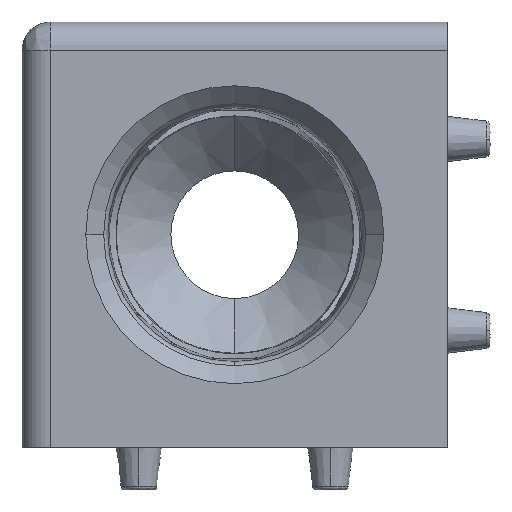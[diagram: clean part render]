
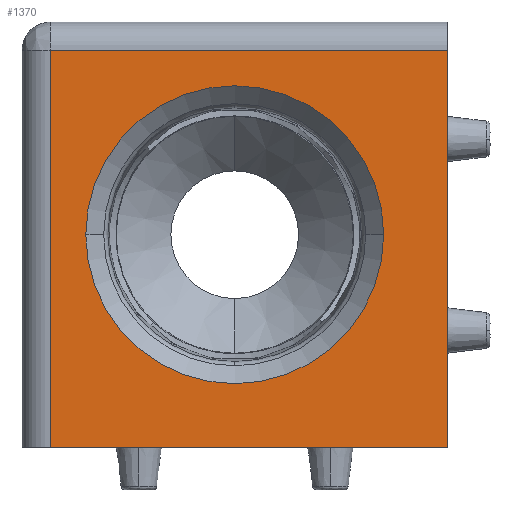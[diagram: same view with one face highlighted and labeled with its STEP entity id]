
A CAD part, front view. The second image highlights one B-rep face of the part: STEP entity #1370.
In plain terms, the highlighted planar face has unit normal (0, -1, 0).
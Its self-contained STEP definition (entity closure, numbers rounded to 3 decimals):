
#21 = VECTOR ( 'NONE', #3300, 1000. ) ;
#44 = CARTESIAN_POINT ( 'NONE',  ( 15., -15., 15. ) ) ;
#83 = FACE_OUTER_BOUND ( 'NONE', #2599, .T. ) ;
#133 = PLANE ( 'NONE',  #1674 ) ;
#291 = VERTEX_POINT ( 'NONE', #3737 ) ;
#575 = EDGE_CURVE ( 'NONE', #3019, #2844, #1390, .T. ) ;
#628 = CARTESIAN_POINT ( 'NONE',  ( -13., -15., 13. ) ) ;
#860 = VERTEX_POINT ( 'NONE', #1603 ) ;
#1001 = ORIENTED_EDGE ( 'NONE', *, *, #3626, .F. ) ;
#1016 = ORIENTED_EDGE ( 'NONE', *, *, #3168, .T. ) ;
#1034 = CARTESIAN_POINT ( 'NONE',  ( 15., -15., 13. ) ) ;
#1263 = EDGE_CURVE ( 'NONE', #4101, #3019, #3427, .T. ) ;
#1291 = EDGE_CURVE ( 'NONE', #291, #860, #3272, .T. ) ;
#1370 = ADVANCED_FACE ( 'NONE', ( #83, #3391 ), #133, .F. ) ;
#1390 = LINE ( 'NONE', #2857, #3925 ) ;
#1445 = DIRECTION ( 'NONE',  ( 0., -1., 0. ) ) ;
#1575 = ORIENTED_EDGE ( 'NONE', *, *, #4078, .T. ) ;
#1588 = VERTEX_POINT ( 'NONE', #2423 ) ;
#1603 = CARTESIAN_POINT ( 'NONE',  ( 10.5, -15., 0. ) ) ;
#1646 = ORIENTED_EDGE ( 'NONE', *, *, #1263, .F. ) ;
#1674 = AXIS2_PLACEMENT_3D ( 'NONE', #3646, #3636, #3274 ) ;
#1947 = AXIS2_PLACEMENT_3D ( 'NONE', #2558, #3030, #3026 ) ;
#2079 = DIRECTION ( 'NONE',  ( 1., 0., 0. ) ) ;
#2139 = CARTESIAN_POINT ( 'NONE',  ( 0., -15., 0. ) ) ;
#2177 = AXIS2_PLACEMENT_3D ( 'NONE', #2139, #1445, #2870 ) ;
#2261 = ORIENTED_EDGE ( 'NONE', *, *, #575, .F. ) ;
#2397 = CARTESIAN_POINT ( 'NONE',  ( -13., -15., -15. ) ) ;
#2423 = CARTESIAN_POINT ( 'NONE',  ( 15., -15., -15. ) ) ;
#2558 = CARTESIAN_POINT ( 'NONE',  ( 0., -15., 0. ) ) ;
#2599 = EDGE_LOOP ( 'NONE', ( #2261, #1646, #1575, #1016 ) ) ;
#2660 = ORIENTED_EDGE ( 'NONE', *, *, #1291, .F. ) ;
#2671 = CARTESIAN_POINT ( 'NONE',  ( -15., -15., -15. ) ) ;
#2844 = VERTEX_POINT ( 'NONE', #1034 ) ;
#2845 = DIRECTION ( 'NONE',  ( 1., 0., 0. ) ) ;
#2857 = CARTESIAN_POINT ( 'NONE',  ( -15., -15., 13. ) ) ;
#2870 = DIRECTION ( 'NONE',  ( 1., 0., 0. ) ) ;
#3019 = VERTEX_POINT ( 'NONE', #628 ) ;
#3026 = DIRECTION ( 'NONE',  ( 1., 0., 0. ) ) ;
#3030 = DIRECTION ( 'NONE',  ( 0., -1., 0. ) ) ;
#3168 = EDGE_CURVE ( 'NONE', #1588, #2844, #4071, .T. ) ;
#3238 = VECTOR ( 'NONE', #3260, 1000. ) ;
#3260 = DIRECTION ( 'NONE',  ( 0., 0., 1. ) ) ;
#3272 = CIRCLE ( 'NONE', #1947, 10.5 ) ;
#3274 = DIRECTION ( 'NONE',  ( 0., 0., 1. ) ) ;
#3300 = DIRECTION ( 'NONE',  ( 0., 0., 1. ) ) ;
#3391 = FACE_BOUND ( 'NONE', #3931, .T. ) ;
#3427 = LINE ( 'NONE', #3542, #3238 ) ;
#3483 = VECTOR ( 'NONE', #2079, 1000. ) ;
#3516 = LINE ( 'NONE', #2671, #3483 ) ;
#3542 = CARTESIAN_POINT ( 'NONE',  ( -13., -15., 15. ) ) ;
#3626 = EDGE_CURVE ( 'NONE', #860, #291, #3878, .T. ) ;
#3636 = DIRECTION ( 'NONE',  ( 0., 1., 0. ) ) ;
#3646 = CARTESIAN_POINT ( 'NONE',  ( -15., -15., 15. ) ) ;
#3737 = CARTESIAN_POINT ( 'NONE',  ( -10.5, -15., 0. ) ) ;
#3878 = CIRCLE ( 'NONE', #2177, 10.5 ) ;
#3925 = VECTOR ( 'NONE', #2845, 1000. ) ;
#3931 = EDGE_LOOP ( 'NONE', ( #1001, #2660 ) ) ;
#4071 = LINE ( 'NONE', #44, #21 ) ;
#4078 = EDGE_CURVE ( 'NONE', #4101, #1588, #3516, .T. ) ;
#4101 = VERTEX_POINT ( 'NONE', #2397 ) ;
